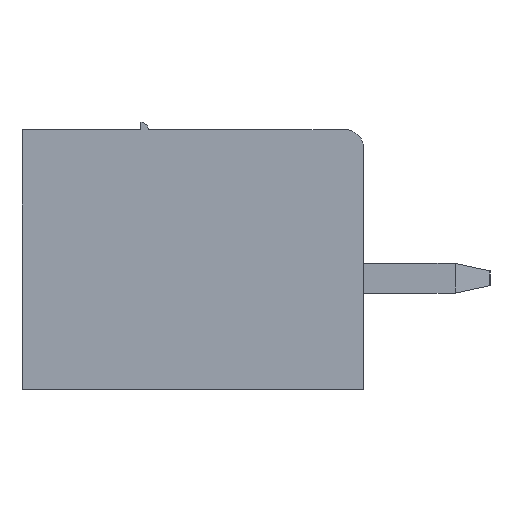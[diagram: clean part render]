
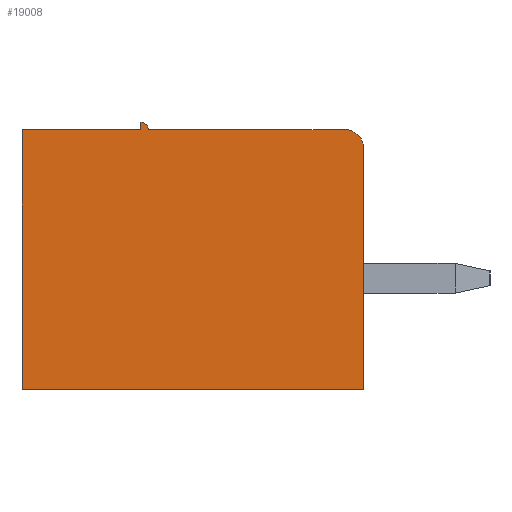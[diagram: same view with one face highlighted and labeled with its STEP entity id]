
A CAD part, left-side view. The second image highlights one B-rep face of the part: STEP entity #19008.
In plain terms, the highlighted planar face has unit normal (-1, 0, 0).
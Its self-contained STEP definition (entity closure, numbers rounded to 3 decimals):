
#1550 = CARTESIAN_POINT ( 'NONE',  ( 0., 0., 7. ) ) ;
#1994 = CARTESIAN_POINT ( 'NONE',  ( 0., 0.5, 7. ) ) ;
#2338 = ORIENTED_EDGE ( 'NONE', *, *, #8740, .T. ) ;
#2471 = DIRECTION ( 'NONE',  ( 0., 0., 1. ) ) ;
#3629 = DIRECTION ( 'NONE',  ( -1., 0., 0. ) ) ;
#3699 = EDGE_LOOP ( 'NONE', ( #33665, #10508, #20032, #5324, #15920, #20084, #14589, #2338 ) ) ;
#5156 = DIRECTION ( 'NONE',  ( 0., 0., -1. ) ) ;
#5324 = ORIENTED_EDGE ( 'NONE', *, *, #27047, .T. ) ;
#5745 = PLANE ( 'NONE',  #13227 ) ;
#7335 = CIRCLE ( 'NONE', #19239, 0.5 ) ;
#7742 = EDGE_CURVE ( 'NONE', #39242, #30568, #21037, .T. ) ;
#8386 = DIRECTION ( 'NONE',  ( 1., 0., 0. ) ) ;
#8597 = CARTESIAN_POINT ( 'NONE',  ( 0., 9.2, 7. ) ) ;
#8740 = EDGE_CURVE ( 'NONE', #12617, #23755, #24365, .T. ) ;
#9551 = EDGE_CURVE ( 'NONE', #12617, #11702, #32514, .T. ) ;
#9727 = VECTOR ( 'NONE', #32054, 1000. ) ;
#10508 = ORIENTED_EDGE ( 'NONE', *, *, #35184, .T. ) ;
#10608 = VERTEX_POINT ( 'NONE', #23792 ) ;
#11119 = CARTESIAN_POINT ( 'NONE',  ( 0., 9.2, 0. ) ) ;
#11702 = VERTEX_POINT ( 'NONE', #22770 ) ;
#12037 = DIRECTION ( 'NONE',  ( 0., 0., 1. ) ) ;
#12617 = VERTEX_POINT ( 'NONE', #11119 ) ;
#13227 = AXIS2_PLACEMENT_3D ( 'NONE', #15828, #8386, #29223 ) ;
#14098 = CARTESIAN_POINT ( 'NONE',  ( 0., 9.2, 0. ) ) ;
#14589 = ORIENTED_EDGE ( 'NONE', *, *, #9551, .F. ) ;
#15327 = CARTESIAN_POINT ( 'NONE',  ( 0., 6., 7. ) ) ;
#15343 = VERTEX_POINT ( 'NONE', #40819 ) ;
#15828 = CARTESIAN_POINT ( 'NONE',  ( 0., 9.2, 7. ) ) ;
#15920 = ORIENTED_EDGE ( 'NONE', *, *, #19389, .T. ) ;
#16562 = DIRECTION ( 'NONE',  ( 0., 0., -1. ) ) ;
#17042 = VECTOR ( 'NONE', #21093, 1000. ) ;
#19008 = ADVANCED_FACE ( 'NONE', ( #28564 ), #5745, .F. ) ;
#19239 = AXIS2_PLACEMENT_3D ( 'NONE', #43287, #3629, #16562 ) ;
#19389 = EDGE_CURVE ( 'NONE', #34212, #10608, #31942, .T. ) ;
#20032 = ORIENTED_EDGE ( 'NONE', *, *, #7742, .F. ) ;
#20084 = ORIENTED_EDGE ( 'NONE', *, *, #20632, .F. ) ;
#20552 = CARTESIAN_POINT ( 'NONE',  ( 0., 5.8, 7. ) ) ;
#20632 = EDGE_CURVE ( 'NONE', #11702, #10608, #40652, .T. ) ;
#21037 = LINE ( 'NONE', #30516, #28889 ) ;
#21093 = DIRECTION ( 'NONE',  ( 0., -1., 0. ) ) ;
#21914 = LINE ( 'NONE', #1550, #9727 ) ;
#22113 = AXIS2_PLACEMENT_3D ( 'NONE', #15327, #32238, #12037 ) ;
#22770 = CARTESIAN_POINT ( 'NONE',  ( 0., 9.2, 7. ) ) ;
#23755 = VERTEX_POINT ( 'NONE', #40553 ) ;
#23792 = CARTESIAN_POINT ( 'NONE',  ( 0., 6., 7. ) ) ;
#24365 = LINE ( 'NONE', #14098, #17042 ) ;
#24657 = CARTESIAN_POINT ( 'NONE',  ( 0., 6., 7. ) ) ;
#25876 = VECTOR ( 'NONE', #5156, 1000. ) ;
#27047 = EDGE_CURVE ( 'NONE', #39242, #34212, #35456, .T. ) ;
#27425 = VECTOR ( 'NONE', #37619, 1000. ) ;
#28564 = FACE_OUTER_BOUND ( 'NONE', #3699, .T. ) ;
#28889 = VECTOR ( 'NONE', #34444, 1000. ) ;
#29223 = DIRECTION ( 'NONE',  ( 0., 0., -1. ) ) ;
#30516 = CARTESIAN_POINT ( 'NONE',  ( 0., 9.2, 7. ) ) ;
#30568 = VERTEX_POINT ( 'NONE', #1994 ) ;
#30625 = EDGE_CURVE ( 'NONE', #23755, #15343, #21914, .T. ) ;
#31942 = LINE ( 'NONE', #24657, #25876 ) ;
#32054 = DIRECTION ( 'NONE',  ( 0., 0., 1. ) ) ;
#32238 = DIRECTION ( 'NONE',  ( -1., 0., 0. ) ) ;
#32514 = LINE ( 'NONE', #8597, #36758 ) ;
#33665 = ORIENTED_EDGE ( 'NONE', *, *, #30625, .T. ) ;
#34158 = CARTESIAN_POINT ( 'NONE',  ( 0., 6., 7.2 ) ) ;
#34212 = VERTEX_POINT ( 'NONE', #34158 ) ;
#34444 = DIRECTION ( 'NONE',  ( 0., -1., 0. ) ) ;
#35184 = EDGE_CURVE ( 'NONE', #15343, #30568, #7335, .T. ) ;
#35456 = CIRCLE ( 'NONE', #22113, 0.2 ) ;
#36758 = VECTOR ( 'NONE', #2471, 1000. ) ;
#37619 = DIRECTION ( 'NONE',  ( 0., -1., 0. ) ) ;
#39242 = VERTEX_POINT ( 'NONE', #20552 ) ;
#40553 = CARTESIAN_POINT ( 'NONE',  ( 0., 0., 0. ) ) ;
#40652 = LINE ( 'NONE', #41306, #27425 ) ;
#40819 = CARTESIAN_POINT ( 'NONE',  ( 0., 0., 6.5 ) ) ;
#41306 = CARTESIAN_POINT ( 'NONE',  ( 0., 9.2, 7. ) ) ;
#43287 = CARTESIAN_POINT ( 'NONE',  ( 0., 0.5, 6.5 ) ) ;
